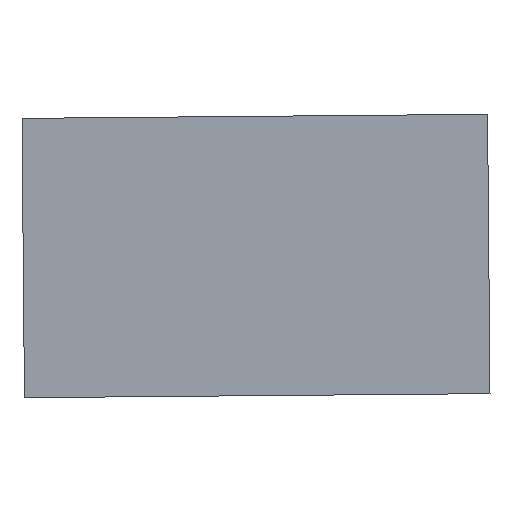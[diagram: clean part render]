
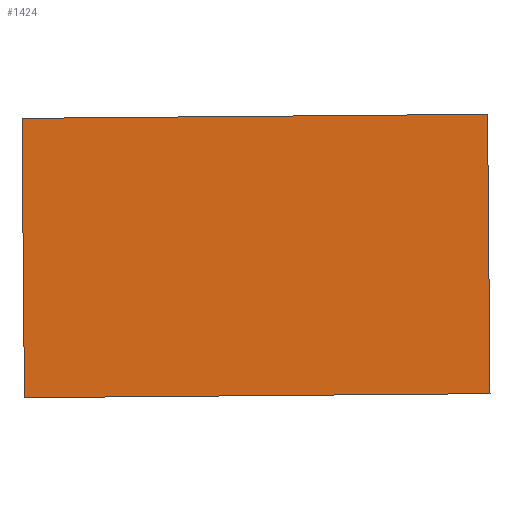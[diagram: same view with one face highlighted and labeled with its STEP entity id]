
A CAD part, left-side view. The second image highlights one B-rep face of the part: STEP entity #1424.
In plain terms, the highlighted planar face has unit normal (-1, 0, 0).
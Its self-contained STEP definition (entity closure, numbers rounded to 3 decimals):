
#14 = ORIENTED_EDGE ( 'NONE', *, *, #1480, .T. ) ;
#71 = LINE ( 'NONE', #1452, #1439 ) ;
#91 = FACE_OUTER_BOUND ( 'NONE', #156, .T. ) ;
#156 = EDGE_LOOP ( 'NONE', ( #14, #303, #453, #732 ) ) ;
#200 = DIRECTION ( 'NONE',  ( 0., 1., -0.009 ) ) ;
#218 = DIRECTION ( 'NONE',  ( 0., -1., 0.009 ) ) ;
#303 = ORIENTED_EDGE ( 'NONE', *, *, #1292, .T. ) ;
#399 = VECTOR ( 'NONE', #1425, 1000. ) ;
#434 = VECTOR ( 'NONE', #200, 1000. ) ;
#453 = ORIENTED_EDGE ( 'NONE', *, *, #784, .T. ) ;
#503 = AXIS2_PLACEMENT_3D ( 'NONE', #1748, #682, #1291 ) ;
#506 = LINE ( 'NONE', #1108, #1567 ) ;
#602 = VERTEX_POINT ( 'NONE', #1201 ) ;
#655 = CARTESIAN_POINT ( 'NONE',  ( -18., -4.994, 3.064 ) ) ;
#682 = DIRECTION ( 'NONE',  ( -1., 0., 0. ) ) ;
#700 = DIRECTION ( 'NONE',  ( 0., -0.009, -1. ) ) ;
#732 = ORIENTED_EDGE ( 'NONE', *, *, #947, .T. ) ;
#784 = EDGE_CURVE ( 'NONE', #1332, #1629, #1136, .T. ) ;
#947 = EDGE_CURVE ( 'NONE', #1629, #602, #960, .T. ) ;
#960 = LINE ( 'NONE', #1563, #434 ) ;
#1016 = CARTESIAN_POINT ( 'NONE',  ( -18., 4.954, -3.023 ) ) ;
#1108 = CARTESIAN_POINT ( 'NONE',  ( -18., 5.006, 2.976 ) ) ;
#1136 = LINE ( 'NONE', #655, #399 ) ;
#1201 = CARTESIAN_POINT ( 'NONE',  ( -18., 5.006, 2.976 ) ) ;
#1281 = CARTESIAN_POINT ( 'NONE',  ( -18., -5.046, -2.936 ) ) ;
#1291 = DIRECTION ( 'NONE',  ( 0., -1., 0.009 ) ) ;
#1292 = EDGE_CURVE ( 'NONE', #1615, #1332, #71, .T. ) ;
#1332 = VERTEX_POINT ( 'NONE', #1281 ) ;
#1424 = ADVANCED_FACE ( 'NONE', ( #91 ), #1591, .T. ) ;
#1425 = DIRECTION ( 'NONE',  ( 0., 0.009, 1. ) ) ;
#1439 = VECTOR ( 'NONE', #218, 1000. ) ;
#1452 = CARTESIAN_POINT ( 'NONE',  ( -18., 4.954, -3.023 ) ) ;
#1480 = EDGE_CURVE ( 'NONE', #602, #1615, #506, .T. ) ;
#1563 = CARTESIAN_POINT ( 'NONE',  ( -18., 5.006, 2.976 ) ) ;
#1567 = VECTOR ( 'NONE', #700, 1000. ) ;
#1591 = PLANE ( 'NONE',  #503 ) ;
#1615 = VERTEX_POINT ( 'NONE', #1016 ) ;
#1621 = CARTESIAN_POINT ( 'NONE',  ( -18., -4.994, 3.064 ) ) ;
#1629 = VERTEX_POINT ( 'NONE', #1621 ) ;
#1748 = CARTESIAN_POINT ( 'NONE',  ( -18., -0.02, 0.02 ) ) ;
